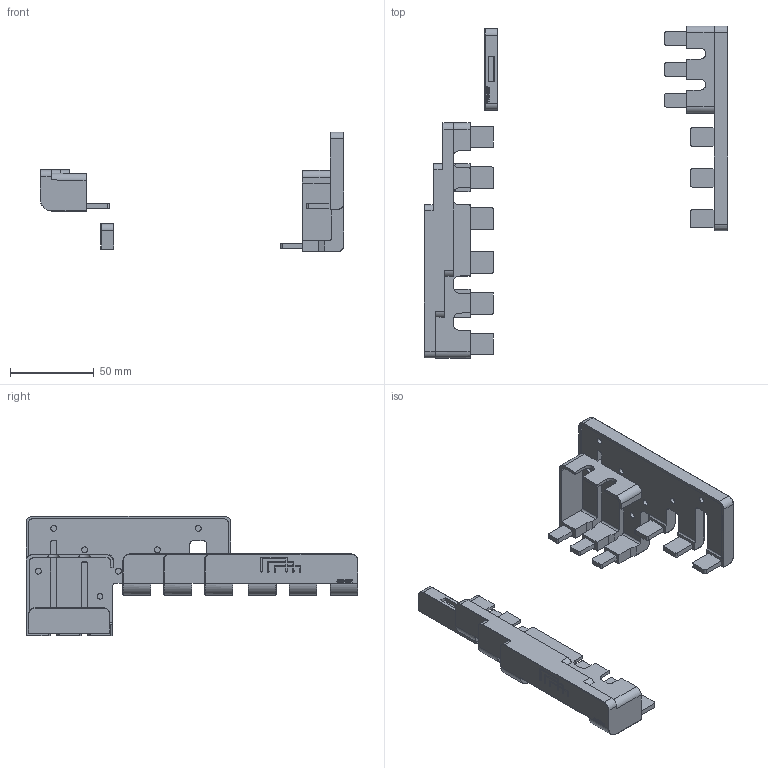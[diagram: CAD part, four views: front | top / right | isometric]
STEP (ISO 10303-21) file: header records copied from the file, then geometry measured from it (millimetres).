
FILE_DESCRIPTION(/* description */ (''),/* implementation_level */ '2;1');
FILE_NAME(/* name */ 'FILE_STP_CAD_DRAWING_BFX3432_CATALOG_PRT.stp',/* time_stamp */ '2020-11-05T11:04:43+01:00',/* author */ (''),/* organization */ (''),/* preprocessor_version */ 'ST-DEVELOPER v16.7',/* originating_system */ 'SIEMENS PLM Software NX 12.0',/* authorisation */ '');
FILE_SCHEMA (('AUTOMOTIVE_DESIGN { 1 0 10303 214 3 1 1 1 }'));
Length unit declared in the file: millimetre
Products named in the file (1): BFX3432_CATALOG
Bounding box: 181.8 x 198.6 x 71.6 mm (x, y, z)
Surface area: 62098.6 mm2 (no closed solid volume)
Topology: 0 solids, 16 shells, 778 faces, 2315 edges, 1570 vertices
Faces by surface type: plane 440, cylinder 187, extrusion 62, torus 41, bspline 27, cone 21
Entity records: 28573 total; most frequent: CARTESIAN_POINT 8217, ORIENTED_EDGE 4203, DIRECTION 3876, EDGE_CURVE 2290, VERTEX_POINT 1563, VECTOR 1400, LINE 1338, AXIS2_PLACEMENT_3D 1238
